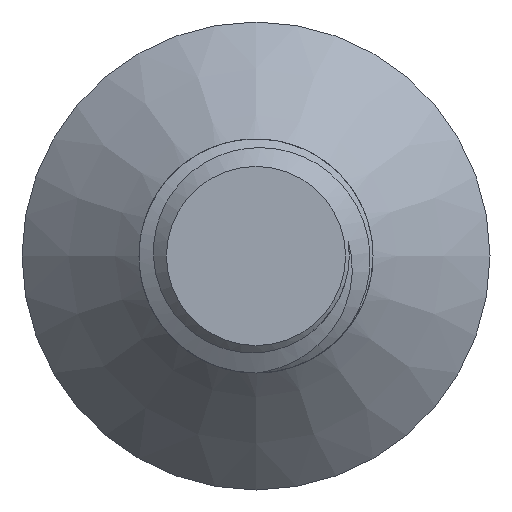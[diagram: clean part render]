
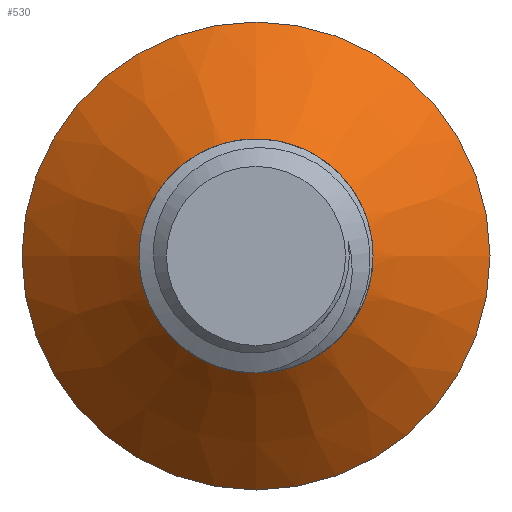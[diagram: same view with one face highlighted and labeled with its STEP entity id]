
A CAD part, left-side view. The second image highlights one B-rep face of the part: STEP entity #530.
In plain terms, the highlighted conical face has half-angle 45 degrees and reference radius 4 mm.
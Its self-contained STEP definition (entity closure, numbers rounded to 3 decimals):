
#31=CONICAL_SURFACE('',#583,4.,0.785);
#50=B_SPLINE_CURVE_WITH_KNOTS('',3,(#1308,#1309,#1310,#1311,#1312,#1313,
#1314,#1315),.UNSPECIFIED.,.F.,.F.,(4,2,2,4),(0.,0.082,
0.164,0.196),.UNSPECIFIED.);
#51=B_SPLINE_CURVE_WITH_KNOTS('',3,(#1318,#1319,#1320,#1321,#1322,#1323,
#1324,#1325,#1326,#1327,#1328,#1329,#1330,#1331,#1332,#1333,#1334,#1335,
#1336,#1337,#1338,#1339,#1340,#1341,#1342,#1343,#1344,#1345,#1346,#1347,
#1348,#1349,#1350,#1351,#1352,#1353,#1354,#1355,#1356,#1357),
 .UNSPECIFIED.,.F.,.F.,(4,2,2,2,2,2,2,2,2,2,2,2,2,2,2,2,2,2,2,4),(0.146,
0.2,0.418,0.642,0.754,
0.972,1.09,1.206,1.434,1.555,
1.8,1.921,2.182,2.465,2.768,
3.098,3.453,3.84,4.218,4.655),
 .UNSPECIFIED.);
#70=FACE_OUTER_BOUND('',#104,.T.);
#104=EDGE_LOOP('',(#390,#391,#392,#393,#394,#395,#396,#397));
#130=CIRCLE('',#577,4.);
#131=CIRCLE('',#578,4.);
#132=CIRCLE('',#584,8.);
#173=LINE('',#1306,#200);
#174=LINE('',#1317,#201);
#200=VECTOR('',#665,4.);
#201=VECTOR('',#666,4.);
#232=VERTEX_POINT('',#950);
#233=VERTEX_POINT('',#975);
#234=VERTEX_POINT('',#977);
#243=VERTEX_POINT('',#1304);
#244=VERTEX_POINT('',#1307);
#245=VERTEX_POINT('',#1316);
#286=EDGE_CURVE('',#233,#232,#130,.T.);
#287=EDGE_CURVE('',#234,#233,#131,.T.);
#301=EDGE_CURVE('',#243,#243,#132,.T.);
#302=EDGE_CURVE('',#243,#233,#173,.T.);
#303=EDGE_CURVE('',#232,#244,#50,.T.);
#304=EDGE_CURVE('',#244,#245,#174,.T.);
#305=EDGE_CURVE('',#245,#234,#51,.T.);
#390=ORIENTED_EDGE('',*,*,#301,.F.);
#391=ORIENTED_EDGE('',*,*,#302,.T.);
#392=ORIENTED_EDGE('',*,*,#286,.T.);
#393=ORIENTED_EDGE('',*,*,#303,.T.);
#394=ORIENTED_EDGE('',*,*,#304,.T.);
#395=ORIENTED_EDGE('',*,*,#305,.T.);
#396=ORIENTED_EDGE('',*,*,#287,.T.);
#397=ORIENTED_EDGE('',*,*,#302,.F.);
#530=ADVANCED_FACE('',(#70),#31,.T.);
#577=AXIS2_PLACEMENT_3D('',#976,#645,#646);
#578=AXIS2_PLACEMENT_3D('',#978,#647,#648);
#583=AXIS2_PLACEMENT_3D('',#1303,#661,#662);
#584=AXIS2_PLACEMENT_3D('',#1305,#663,#664);
#645=DIRECTION('center_axis',(0.,0.,1.));
#646=DIRECTION('ref_axis',(0.,-1.,0.));
#647=DIRECTION('center_axis',(0.,0.,1.));
#648=DIRECTION('ref_axis',(0.,-1.,0.));
#661=DIRECTION('center_axis',(0.,0.,1.));
#662=DIRECTION('ref_axis',(0.,-1.,0.));
#663=DIRECTION('center_axis',(0.,0.,1.));
#664=DIRECTION('ref_axis',(0.,-1.,0.));
#665=DIRECTION('',(0.,-0.707,-0.707));
#666=DIRECTION('',(0.,-0.707,-0.707));
#950=CARTESIAN_POINT('',(-1.918,3.51,-4.4));
#975=CARTESIAN_POINT('',(0.,4.,-4.4));
#976=CARTESIAN_POINT('Origin',(0.,0.,-4.4));
#977=CARTESIAN_POINT('',(1.126,3.838,-4.4));
#978=CARTESIAN_POINT('Origin',(0.,0.,-4.4));
#1303=CARTESIAN_POINT('Origin',(0.,0.,-4.4));
#1304=CARTESIAN_POINT('',(0.,8.,-0.4));
#1305=CARTESIAN_POINT('Origin',(0.,0.,-0.4));
#1306=CARTESIAN_POINT('',(0.,4.,-4.4));
#1307=CARTESIAN_POINT('',(0.,3.763,-4.637));
#1308=CARTESIAN_POINT('Ctrl Pts',(-1.918,3.51,-4.4));
#1309=CARTESIAN_POINT('Ctrl Pts',(-1.665,3.611,-4.432));
#1310=CARTESIAN_POINT('Ctrl Pts',(-1.403,3.686,-4.466));
#1311=CARTESIAN_POINT('Ctrl Pts',(-0.868,3.779,-4.532));
#1312=CARTESIAN_POINT('Ctrl Pts',(-0.598,3.798,-4.565));
#1313=CARTESIAN_POINT('Ctrl Pts',(-0.22,3.785,-4.61));
#1314=CARTESIAN_POINT('Ctrl Pts',(-0.11,3.776,-4.624));
#1315=CARTESIAN_POINT('Ctrl Pts',(0.,3.763,
-4.637));
#1316=CARTESIAN_POINT('',(0.,3.243,-5.157));
#1317=CARTESIAN_POINT('',(0.,4.,-4.4));
#1318=CARTESIAN_POINT('Ctrl Pts',(0.,3.243,
-5.157));
#1319=CARTESIAN_POINT('Ctrl Pts',(-0.142,3.248,-5.152));
#1320=CARTESIAN_POINT('Ctrl Pts',(-0.267,3.244,-5.147));
#1321=CARTESIAN_POINT('Ctrl Pts',(-0.798,3.203,-5.127));
#1322=CARTESIAN_POINT('Ctrl Pts',(-1.213,3.088,-5.11));
#1323=CARTESIAN_POINT('Ctrl Pts',(-1.989,2.699,-5.076));
#1324=CARTESIAN_POINT('Ctrl Pts',(-2.337,2.426,-5.06));
#1325=CARTESIAN_POINT('Ctrl Pts',(-2.766,1.927,-5.036));
#1326=CARTESIAN_POINT('Ctrl Pts',(-2.892,1.748,-5.028));
#1327=CARTESIAN_POINT('Ctrl Pts',(-3.211,1.188,-5.003));
#1328=CARTESIAN_POINT('Ctrl Pts',(-3.349,0.782,-4.987));
#1329=CARTESIAN_POINT('Ctrl Pts',(-3.442,0.133,-4.963));
#1330=CARTESIAN_POINT('Ctrl Pts',(-3.451,-0.098,
-4.955));
#1331=CARTESIAN_POINT('Ctrl Pts',(-3.424,-0.55,
-4.939));
#1332=CARTESIAN_POINT('Ctrl Pts',(-3.389,-0.773,-4.931));
#1333=CARTESIAN_POINT('Ctrl Pts',(-3.224,-1.416,-4.906));
#1334=CARTESIAN_POINT('Ctrl Pts',(-3.035,-1.817,-4.89));
#1335=CARTESIAN_POINT('Ctrl Pts',(-2.638,-2.363,-4.866));
#1336=CARTESIAN_POINT('Ctrl Pts',(-2.481,-2.538,-4.858));
#1337=CARTESIAN_POINT('Ctrl Pts',(-1.964,-3.013,-4.834));
#1338=CARTESIAN_POINT('Ctrl Pts',(-1.56,-3.26,-4.817));
#1339=CARTESIAN_POINT('Ctrl Pts',(-0.901,-3.502,
-4.792));
#1340=CARTESIAN_POINT('Ctrl Pts',(-0.675,-3.56,
-4.784));
#1341=CARTESIAN_POINT('Ctrl Pts',(0.048,-3.675,
-4.758));
#1342=CARTESIAN_POINT('Ctrl Pts',(0.527,-3.646,-4.743));
#1343=CARTESIAN_POINT('Ctrl Pts',(1.432,-3.434,-4.711));
#1344=CARTESIAN_POINT('Ctrl Pts',(1.877,-3.232,-4.694));
#1345=CARTESIAN_POINT('Ctrl Pts',(2.691,-2.649,-4.66));
#1346=CARTESIAN_POINT('Ctrl Pts',(3.019,-2.279,-4.645));
#1347=CARTESIAN_POINT('Ctrl Pts',(3.525,-1.473,-4.612));
#1348=CARTESIAN_POINT('Ctrl Pts',(3.703,-1.005,-4.595));
#1349=CARTESIAN_POINT('Ctrl Pts',(3.875,0.012,-4.562));
#1350=CARTESIAN_POINT('Ctrl Pts',(3.847,0.519,-4.546));
#1351=CARTESIAN_POINT('Ctrl Pts',(3.633,1.471,-4.514));
#1352=CARTESIAN_POINT('Ctrl Pts',(3.425,1.94,-4.497));
#1353=CARTESIAN_POINT('Ctrl Pts',(2.846,2.762,-4.465));
#1354=CARTESIAN_POINT('Ctrl Pts',(2.522,3.059,-4.452));
#1355=CARTESIAN_POINT('Ctrl Pts',(1.895,3.517,-4.427));
#1356=CARTESIAN_POINT('Ctrl Pts',(1.522,3.708,-4.413));
#1357=CARTESIAN_POINT('Ctrl Pts',(1.126,3.838,-4.4));
